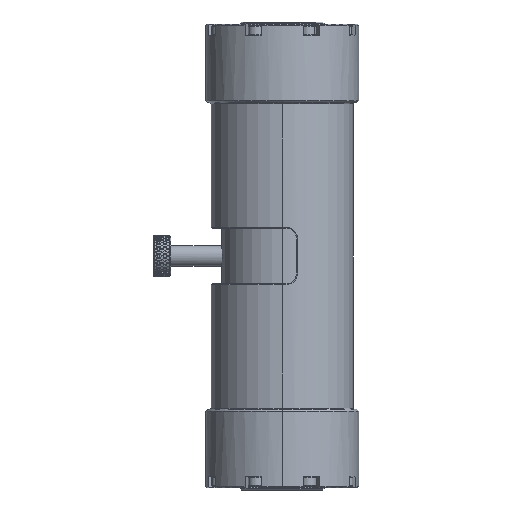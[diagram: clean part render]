
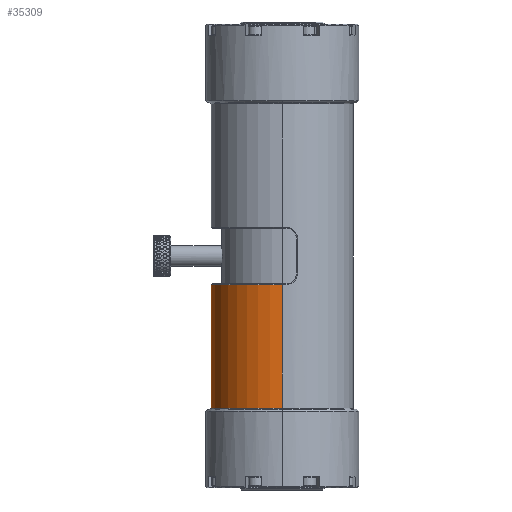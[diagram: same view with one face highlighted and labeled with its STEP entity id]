
A CAD part, left-side view. The second image highlights one B-rep face of the part: STEP entity #35309.
In plain terms, the highlighted cylindrical face has radius 16.192 mm (diameter 32.385 mm), a partial arc.
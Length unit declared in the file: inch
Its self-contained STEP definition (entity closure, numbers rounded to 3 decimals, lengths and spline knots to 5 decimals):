
#1437 = CIRCLE ( 'NONE', #26143, 0.6375 ) ;
#1830 = VERTEX_POINT ( 'NONE', #4791 ) ;
#2406 = CARTESIAN_POINT ( 'NONE',  ( 0., 0., -2.982 ) ) ;
#2911 = DIRECTION ( 'NONE',  ( 0., 0., -1. ) ) ;
#3946 = DIRECTION ( 'NONE',  ( 0., 0., 1. ) ) ;
#4791 = CARTESIAN_POINT ( 'NONE',  ( -0.6375, 0., -1.86498 ) ) ;
#5865 = FACE_OUTER_BOUND ( 'NONE', #51815, .T. ) ;
#6404 = VERTEX_POINT ( 'NONE', #20088 ) ;
#9105 = VECTOR ( 'NONE', #53449, 39.37008 ) ;
#10836 = DIRECTION ( 'NONE',  ( -1., 0., 0. ) ) ;
#11610 = VERTEX_POINT ( 'NONE', #50166 ) ;
#15117 = CARTESIAN_POINT ( 'NONE',  ( 0., 0., -2.972 ) ) ;
#16620 = EDGE_CURVE ( 'NONE', #1830, #36842, #52535, .T. ) ;
#18755 = CYLINDRICAL_SURFACE ( 'NONE', #37023, 0.6375 ) ;
#19540 = EDGE_CURVE ( 'NONE', #11610, #6404, #1437, .T. ) ;
#20088 = CARTESIAN_POINT ( 'NONE',  ( -0.6375, 0., -2.972 ) ) ;
#22427 = AXIS2_PLACEMENT_3D ( 'NONE', #24684, #2911, #29267 ) ;
#23333 = DIRECTION ( 'NONE',  ( -1., 0., 0. ) ) ;
#24684 = CARTESIAN_POINT ( 'NONE',  ( 0., 0., -1.86498 ) ) ;
#25153 = LINE ( 'NONE', #38041, #53009 ) ;
#26143 = AXIS2_PLACEMENT_3D ( 'NONE', #15117, #49170, #10836 ) ;
#29267 = DIRECTION ( 'NONE',  ( -1., 0., 0. ) ) ;
#31524 = CARTESIAN_POINT ( 'NONE',  ( 0.6375, 0., -1.86498 ) ) ;
#32026 = CARTESIAN_POINT ( 'NONE',  ( -0.6375, 0., -2.982 ) ) ;
#32778 = DIRECTION ( 'NONE',  ( 0., 0., 1. ) ) ;
#35309 = ADVANCED_FACE ( 'NONE', ( #5865 ), #18755, .T. ) ;
#36842 = VERTEX_POINT ( 'NONE', #31524 ) ;
#37023 = AXIS2_PLACEMENT_3D ( 'NONE', #2406, #32778, #23333 ) ;
#38041 = CARTESIAN_POINT ( 'NONE',  ( 0.6375, 0., -2.982 ) ) ;
#39025 = ORIENTED_EDGE ( 'NONE', *, *, #50144, .T. ) ;
#43425 = ORIENTED_EDGE ( 'NONE', *, *, #46193, .F. ) ;
#44320 = LINE ( 'NONE', #32026, #9105 ) ;
#44445 = ORIENTED_EDGE ( 'NONE', *, *, #16620, .T. ) ;
#46193 = EDGE_CURVE ( 'NONE', #11610, #36842, #25153, .T. ) ;
#48595 = ORIENTED_EDGE ( 'NONE', *, *, #19540, .T. ) ;
#49170 = DIRECTION ( 'NONE',  ( 0., 0., 1. ) ) ;
#50144 = EDGE_CURVE ( 'NONE', #6404, #1830, #44320, .T. ) ;
#50166 = CARTESIAN_POINT ( 'NONE',  ( 0.6375, 0., -2.972 ) ) ;
#51815 = EDGE_LOOP ( 'NONE', ( #43425, #48595, #39025, #44445 ) ) ;
#52535 = CIRCLE ( 'NONE', #22427, 0.6375 ) ;
#53009 = VECTOR ( 'NONE', #3946, 39.37008 ) ;
#53449 = DIRECTION ( 'NONE',  ( 0., 0., 1. ) ) ;
